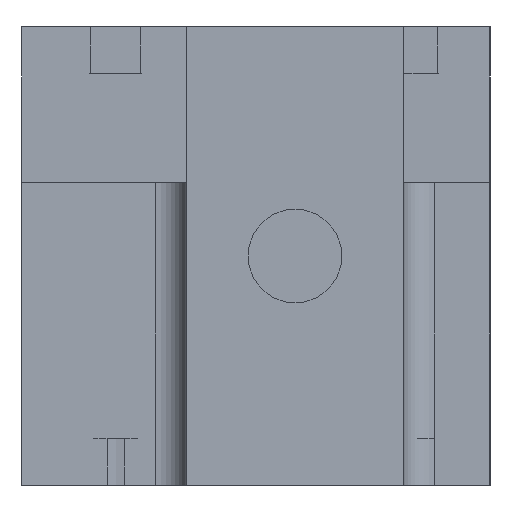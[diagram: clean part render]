
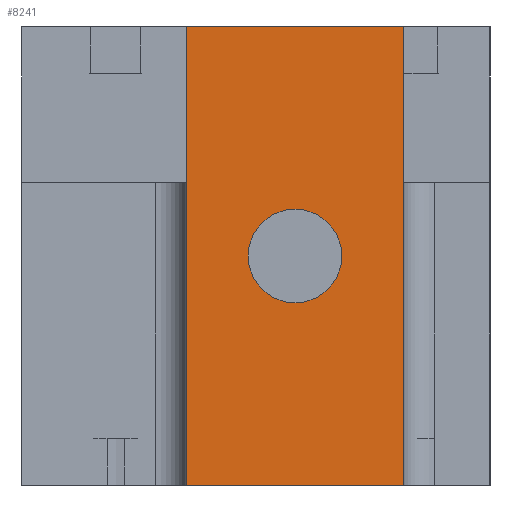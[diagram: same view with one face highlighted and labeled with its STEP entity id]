
A CAD part, left-side view. The second image highlights one B-rep face of the part: STEP entity #8241.
In plain terms, the highlighted planar face has unit normal (-1, 0, 0).
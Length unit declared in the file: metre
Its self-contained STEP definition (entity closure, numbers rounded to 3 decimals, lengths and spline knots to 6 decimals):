
#557=CIRCLE('',#8801,0.003);
#1834=ORIENTED_EDGE('',*,*,#3898,.F.);
#1835=ORIENTED_EDGE('',*,*,#3852,.F.);
#1836=ORIENTED_EDGE('',*,*,#3902,.F.);
#1837=ORIENTED_EDGE('',*,*,#3903,.F.);
#1838=ORIENTED_EDGE('',*,*,#3735,.F.);
#3735=EDGE_CURVE('',#4890,#4890,#557,.T.);
#3852=EDGE_CURVE('',#4985,#4986,#5827,.T.);
#3898=EDGE_CURVE('',#4986,#5010,#5859,.T.);
#3902=EDGE_CURVE('',#5011,#4985,#5863,.T.);
#3903=EDGE_CURVE('',#5010,#5011,#5864,.T.);
#4890=VERTEX_POINT('',#12445);
#4985=VERTEX_POINT('',#12684);
#4986=VERTEX_POINT('',#12686);
#5010=VERTEX_POINT('',#12790);
#5011=VERTEX_POINT('',#12795);
#5827=LINE('',#12685,#6398);
#5859=LINE('',#12789,#6430);
#5863=LINE('',#12796,#6434);
#5864=LINE('',#12798,#6435);
#6398=VECTOR('',#10274,1.);
#6430=VECTOR('',#10402,1.);
#6434=VECTOR('',#10408,1.);
#6435=VECTOR('',#10411,1.);
#6949=EDGE_LOOP('',(#1834,#1835,#1836,#1837));
#6950=EDGE_LOOP('',(#1838));
#7562=FACE_BOUND('',#6949,.T.);
#7563=FACE_BOUND('',#6950,.T.);
#8052=PLANE('',#8927);
#8241=ADVANCED_FACE('',(#7562,#7563),#8052,.T.);
#8801=AXIS2_PLACEMENT_3D('',#12444,#10053,#10054);
#8927=AXIS2_PLACEMENT_3D('',#12799,#10412,#10413);
#10053=DIRECTION('',(-1.,0.,0.));
#10054=DIRECTION('',(0.,0.,1.));
#10274=DIRECTION('',(0.,1.,0.));
#10402=DIRECTION('',(0.,0.,1.));
#10408=DIRECTION('',(0.,0.,-1.));
#10411=DIRECTION('',(0.,-1.,0.));
#10412=DIRECTION('',(-1.,0.,0.));
#10413=DIRECTION('',(0.,-1.,0.));
#12444=CARTESIAN_POINT('',(-0.048013,-0.0025,-0.0015));
#12445=CARTESIAN_POINT('',(-0.048013,-0.0025,0.0015));
#12684=CARTESIAN_POINT('',(-0.048013,-0.00945,-0.0162));
#12685=CARTESIAN_POINT('',(-0.048013,-0.015,-0.0162));
#12686=CARTESIAN_POINT('',(-0.048013,0.00445,-0.0162));
#12789=CARTESIAN_POINT('',(-0.048013,0.00445,-0.0015));
#12790=CARTESIAN_POINT('',(-0.048013,0.00445,0.0132));
#12795=CARTESIAN_POINT('',(-0.048013,-0.00945,0.0132));
#12796=CARTESIAN_POINT('',(-0.048013,-0.00945,-0.0132));
#12798=CARTESIAN_POINT('',(-0.048013,-0.0025,0.0132));
#12799=CARTESIAN_POINT('',(-0.048013,0.,-0.004858));
